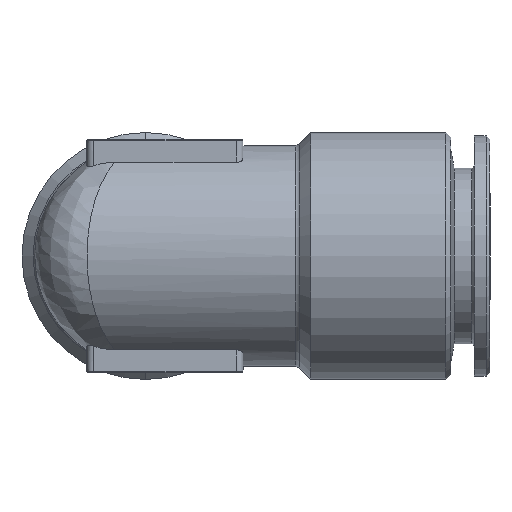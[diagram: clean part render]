
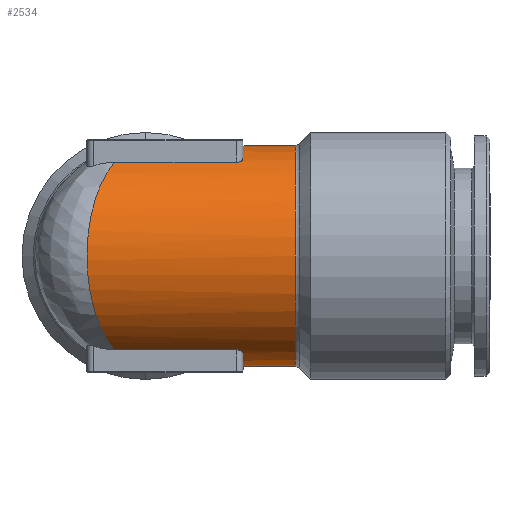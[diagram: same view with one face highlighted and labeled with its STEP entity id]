
A CAD part, left-side view. The second image highlights one B-rep face of the part: STEP entity #2534.
In plain terms, the highlighted cylindrical face has radius 8.5 mm (diameter 17 mm), a partial arc.
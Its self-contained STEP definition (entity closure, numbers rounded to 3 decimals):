
#43 = AXIS2_PLACEMENT_3D ( 'NONE', #3519, #3515, #3522 ) ;
#132 = CARTESIAN_POINT ( 'NONE',  ( 0., -11.503, 8.5 ) ) ;
#149 = CARTESIAN_POINT ( 'NONE',  ( 0., -7.5, -8.5 ) ) ;
#169 = CARTESIAN_POINT ( 'NONE',  ( 0., -7.5, 8.5 ) ) ;
#198 = CARTESIAN_POINT ( 'NONE',  ( 0., -11.503, -8.5 ) ) ;
#304 = CARTESIAN_POINT ( 'NONE',  ( -4.5, 2.382, -7.211 ) ) ;
#329 = CARTESIAN_POINT ( 'NONE',  ( -4.5, 2.382, 7.211 ) ) ;
#342 = CARTESIAN_POINT ( 'NONE',  ( -4., -7.5, -7.5 ) ) ;
#353 = CARTESIAN_POINT ( 'NONE',  ( -4., -7.5, 7.5 ) ) ;
#358 = CARTESIAN_POINT ( 'NONE',  ( -4.5, -7., 7.211 ) ) ;
#391 = B_SPLINE_CURVE_WITH_KNOTS ( 'NONE', 3,
 ( #2465, #2463, #2485, #2483, #2498, #2331 ),
 .UNSPECIFIED., .F., .F.,
 ( 4, 2, 4 ),
 ( 0., 0., 0.001 ),
 .UNSPECIFIED. ) ;
#404 = B_SPLINE_CURVE_WITH_KNOTS ( 'NONE', 3,
 ( #2853, #2855, #2862, #2863, #2864, #2865, #2866, #2867 ),
 .UNSPECIFIED., .F., .F.,
 ( 4, 2, 2, 4 ),
 ( 0.002, 0.003, 0.003, 0.003 ),
 .UNSPECIFIED. ) ;
#422 = AXIS2_PLACEMENT_3D ( 'NONE', #2298, #2319, #2313 ) ;
#426 = VECTOR ( 'NONE', #2314, 1000. ) ;
#447 = AXIS2_PLACEMENT_3D ( 'NONE', #2346, #2293, #2341 ) ;
#450 = VECTOR ( 'NONE', #2213, 1000. ) ;
#464 = CIRCLE ( 'NONE', #422, 8.5 ) ;
#469 = CIRCLE ( 'NONE', #447, 8.5 ) ;
#647 = VECTOR ( 'NONE', #2860, 1000. ) ;
#671 = CIRCLE ( 'NONE', #810, 8.5 ) ;
#757 = VECTOR ( 'NONE', #2858, 1000. ) ;
#810 = AXIS2_PLACEMENT_3D ( 'NONE', #2869, #2870, #2871 ) ;
#878 = ORIENTED_EDGE ( 'NONE', *, *, #2272, .F. ) ;
#894 = ORIENTED_EDGE ( 'NONE', *, *, #2153, .T. ) ;
#896 = ORIENTED_EDGE ( 'NONE', *, *, #2160, .F. ) ;
#920 = ORIENTED_EDGE ( 'NONE', *, *, #2145, .T. ) ;
#940 = ORIENTED_EDGE ( 'NONE', *, *, #2270, .F. ) ;
#955 = VERTEX_POINT ( 'NONE', #2098 ) ;
#959 = ORIENTED_EDGE ( 'NONE', *, *, #1826, .F. ) ;
#979 = VERTEX_POINT ( 'NONE', #353 ) ;
#1040 = VERTEX_POINT ( 'NONE', #342 ) ;
#1129 = VERTEX_POINT ( 'NONE', #329 ) ;
#1141 = VERTEX_POINT ( 'NONE', #304 ) ;
#1147 = ORIENTED_EDGE ( 'NONE', *, *, #2444, .T. ) ;
#1210 = EDGE_LOOP ( 'NONE', ( #896, #1264, #959, #940, #1147, #1267, #878, #1308, #894, #920 ) ) ;
#1234 = VERTEX_POINT ( 'NONE', #358 ) ;
#1264 = ORIENTED_EDGE ( 'NONE', *, *, #1827, .F. ) ;
#1267 = ORIENTED_EDGE ( 'NONE', *, *, #2271, .F. ) ;
#1308 = ORIENTED_EDGE ( 'NONE', *, *, #2273, .F. ) ;
#1537 = VERTEX_POINT ( 'NONE', #132 ) ;
#1556 = VERTEX_POINT ( 'NONE', #149 ) ;
#1598 = VERTEX_POINT ( 'NONE', #169 ) ;
#1653 = VERTEX_POINT ( 'NONE', #198 ) ;
#1763 =( BOUNDED_CURVE ( )  B_SPLINE_CURVE ( 3, ( #3261, #3266, #3267, #3268 ),
 .UNSPECIFIED., .F., .T. ) 
 B_SPLINE_CURVE_WITH_KNOTS ( ( 4, 4 ),
 ( 2.129, 4.154 ),
 .UNSPECIFIED. ) 
 CURVE ( )  GEOMETRIC_REPRESENTATION_ITEM ( )  RATIONAL_B_SPLINE_CURVE ( ( 1., 0.686, 0.686, 1. ) ) 
 REPRESENTATION_ITEM ( '' )  );
#1826 = EDGE_CURVE ( 'NONE', #1234, #979, #391, .T. ) ;
#1827 = EDGE_CURVE ( 'NONE', #979, #1598, #464, .T. ) ;
#2098 = CARTESIAN_POINT ( 'NONE',  ( -4.5, -7., -7.211 ) ) ;
#2145 = EDGE_CURVE ( 'NONE', #1653, #1537, #469, .T. ) ;
#2153 = EDGE_CURVE ( 'NONE', #1556, #1653, #2312, .T. ) ;
#2160 = EDGE_CURVE ( 'NONE', #1598, #1537, #2305, .T. ) ;
#2213 = DIRECTION ( 'NONE',  ( 0., -1., 0. ) ) ;
#2222 = CARTESIAN_POINT ( 'NONE',  ( 0., 24.042, 8.5 ) ) ;
#2270 = EDGE_CURVE ( 'NONE', #1129, #1234, #2856, .T. ) ;
#2271 = EDGE_CURVE ( 'NONE', #955, #1141, #2852, .T. ) ;
#2272 = EDGE_CURVE ( 'NONE', #1040, #955, #404, .T. ) ;
#2273 = EDGE_CURVE ( 'NONE', #1556, #1040, #671, .T. ) ;
#2293 = DIRECTION ( 'NONE',  ( 0., 1., 0. ) ) ;
#2298 = CARTESIAN_POINT ( 'NONE',  ( 0., -7.5, 0. ) ) ;
#2302 = CARTESIAN_POINT ( 'NONE',  ( 0., 24.042, -8.5 ) ) ;
#2305 = LINE ( 'NONE', #2222, #450 ) ;
#2312 = LINE ( 'NONE', #2302, #426 ) ;
#2313 = DIRECTION ( 'NONE',  ( -1., 0., 0. ) ) ;
#2314 = DIRECTION ( 'NONE',  ( 0., -1., 0. ) ) ;
#2319 = DIRECTION ( 'NONE',  ( 0., 1., 0. ) ) ;
#2331 = CARTESIAN_POINT ( 'NONE',  ( -4., -7.5, 7.5 ) ) ;
#2341 = DIRECTION ( 'NONE',  ( 0., 0., 1. ) ) ;
#2346 = CARTESIAN_POINT ( 'NONE',  ( 0., -11.503, 0. ) ) ;
#2444 = EDGE_CURVE ( 'NONE', #1129, #1141, #1763, .T. ) ;
#2463 = CARTESIAN_POINT ( 'NONE',  ( -4.5, -7.143, 7.211 ) ) ;
#2465 = CARTESIAN_POINT ( 'NONE',  ( -4.5, -7., 7.211 ) ) ;
#2483 = CARTESIAN_POINT ( 'NONE',  ( -4.247, -7.453, 7.364 ) ) ;
#2485 = CARTESIAN_POINT ( 'NONE',  ( -4.436, -7.276, 7.251 ) ) ;
#2498 = CARTESIAN_POINT ( 'NONE',  ( -4.125, -7.5, 7.433 ) ) ;
#2534 = ADVANCED_FACE ( 'NONE', ( #3518 ), #3521, .T. ) ;
#2852 = LINE ( 'NONE', #2859, #647 ) ;
#2853 = CARTESIAN_POINT ( 'NONE',  ( -4., -7.5, -7.5 ) ) ;
#2855 = CARTESIAN_POINT ( 'NONE',  ( -4.124, -7.5, -7.434 ) ) ;
#2856 = LINE ( 'NONE', #2857, #757 ) ;
#2857 = CARTESIAN_POINT ( 'NONE',  ( -4.5, 24.042, 7.211 ) ) ;
#2858 = DIRECTION ( 'NONE',  ( 0., -1., 0. ) ) ;
#2859 = CARTESIAN_POINT ( 'NONE',  ( -4.5, 24.042, -7.211 ) ) ;
#2860 = DIRECTION ( 'NONE',  ( 0., 1., 0. ) ) ;
#2862 = CARTESIAN_POINT ( 'NONE',  ( -4.247, -7.453, -7.364 ) ) ;
#2863 = CARTESIAN_POINT ( 'NONE',  ( -4.389, -7.321, -7.28 ) ) ;
#2864 = CARTESIAN_POINT ( 'NONE',  ( -4.429, -7.267, -7.255 ) ) ;
#2865 = CARTESIAN_POINT ( 'NONE',  ( -4.484, -7.142, -7.221 ) ) ;
#2866 = CARTESIAN_POINT ( 'NONE',  ( -4.5, -7.071, -7.211 ) ) ;
#2867 = CARTESIAN_POINT ( 'NONE',  ( -4.5, -7., -7.211 ) ) ;
#2869 = CARTESIAN_POINT ( 'NONE',  ( 0., -7.5, 0. ) ) ;
#2870 = DIRECTION ( 'NONE',  ( 0., 1., 0. ) ) ;
#2871 = DIRECTION ( 'NONE',  ( -1., 0., 0. ) ) ;
#3261 = CARTESIAN_POINT ( 'NONE',  ( -4.5, 2.382, 7.211 ) ) ;
#3266 = CARTESIAN_POINT ( 'NONE',  ( -10.443, 5.529, 3.503 ) ) ;
#3267 = CARTESIAN_POINT ( 'NONE',  ( -10.443, 5.529, -3.503 ) ) ;
#3268 = CARTESIAN_POINT ( 'NONE',  ( -4.5, 2.382, -7.211 ) ) ;
#3515 = DIRECTION ( 'NONE',  ( 0., -1., 0. ) ) ;
#3518 = FACE_OUTER_BOUND ( 'NONE', #1210, .T. ) ;
#3519 = CARTESIAN_POINT ( 'NONE',  ( 0., 24.042, 0. ) ) ;
#3521 = CYLINDRICAL_SURFACE ( 'NONE', #43, 8.5 ) ;
#3522 = DIRECTION ( 'NONE',  ( 0., 0., -1. ) ) ;
